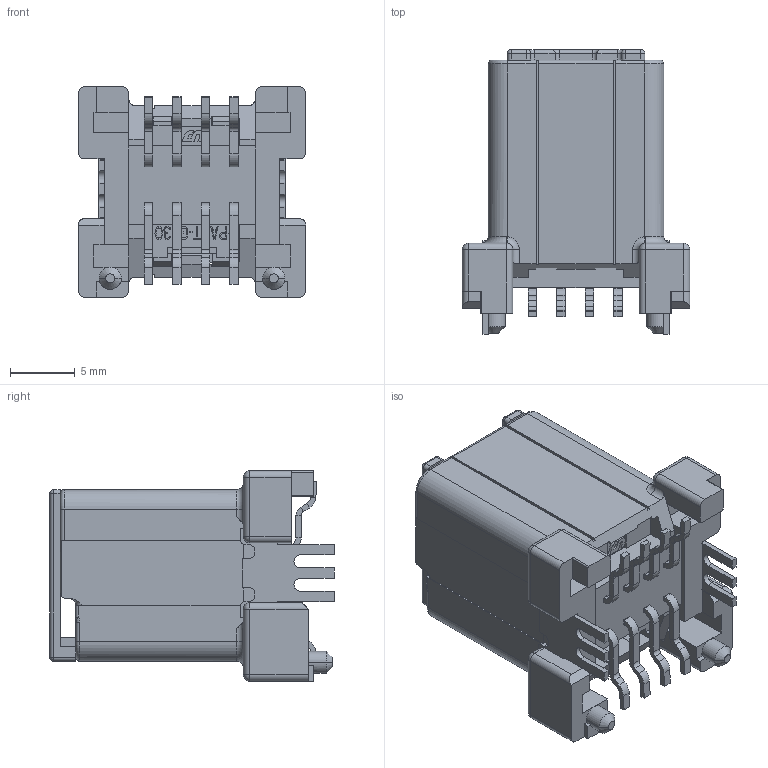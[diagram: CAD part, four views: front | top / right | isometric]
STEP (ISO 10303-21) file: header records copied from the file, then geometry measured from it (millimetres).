
FILE_DESCRIPTION((''),'2;1');
FILE_NAME('025II_8M_SMT_V_HSG_REV01','2023-01-05T13:18:39',('jhryu'),(''),'CREO PARAMETRIC BY PTC INC, 2017380','CREO PARAMETRIC BY PTC INC, 2017380','');
FILE_SCHEMA(('CONFIG_CONTROL_DESIGN'));
Length unit declared in the file: millimetre
Products named in the file (1): 025II_8M_SMT_V_HSG_REV01
Bounding box: 17.52 x 21.9 x 16.2 mm (x, y, z)
Volume: 1578.2 mm3; surface area: 3134.3 mm2
Topology: 3 solids, 3 shells, 1426 faces, 3805 edges, 2410 vertices
Faces by surface type: plane 1085, cylinder 270, sphere 26, torus 24, cone 15, bspline 6
Entity records: 43919 total; most frequent: CARTESIAN_POINT 8101, ORIENTED_EDGE 7610, DIRECTION 7172, EDGE_CURVE 3805, VECTOR 3152, LINE 3152, VERTEX_POINT 2410, AXIS2_PLACEMENT_3D 2010
